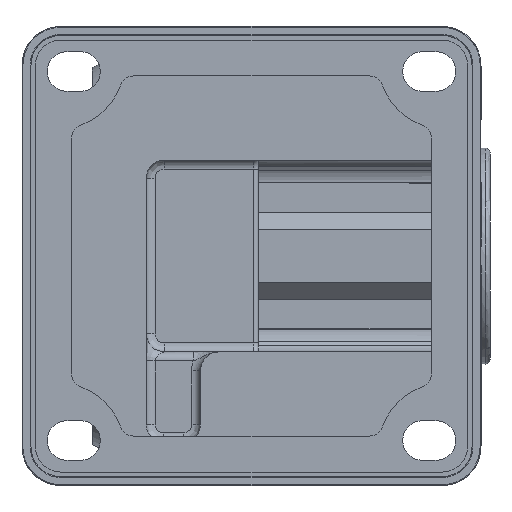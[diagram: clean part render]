
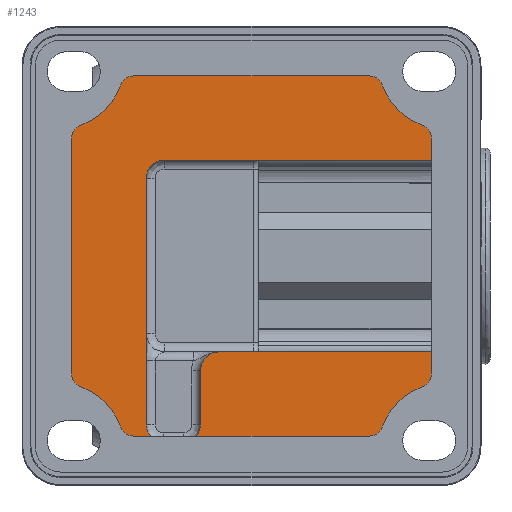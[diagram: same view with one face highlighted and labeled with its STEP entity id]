
A CAD part, front view. The second image highlights one B-rep face of the part: STEP entity #1243.
In plain terms, the highlighted planar face has unit normal (0, -1, 0).
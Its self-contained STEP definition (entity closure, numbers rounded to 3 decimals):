
#634=CIRCLE('',#8931,2.1);
#635=CIRCLE('',#8934,1.9);
#636=CIRCLE('',#8937,1.9);
#637=CIRCLE('',#8940,2.);
#679=CIRCLE('',#9026,1.);
#680=CIRCLE('',#9028,1.);
#712=CIRCLE('',#9081,4.2);
#713=CIRCLE('',#9082,4.2);
#714=CIRCLE('',#9083,4.2);
#715=CIRCLE('',#9084,4.2);
#1243=ADVANCED_FACE('NONE',(#1887),#1535,.T.);
#1535=PLANE('',#9085);
#1887=FACE_OUTER_BOUND('',#2393,.T.);
#2393=EDGE_LOOP('',(#5376,#5377,#5378,#5379,#5380,#5381,#5382,#5383,#5384,
#5385,#5386,#5387,#5388,#5389,#5390,#5391,#5392,#5393,#5394,#5395,#5396,
#5397,#5398,#5399,#5400,#5401,#5402,#5403));
#2868=LINE('',#14788,#3442);
#2872=LINE('',#14798,#3446);
#2875=LINE('',#14806,#3449);
#2878=LINE('',#14814,#3452);
#2881=LINE('',#14822,#3455);
#2968=LINE('',#15619,#3542);
#2969=LINE('',#15621,#3543);
#2970=LINE('',#15625,#3544);
#2971=LINE('',#15627,#3545);
#2972=LINE('',#15629,#3546);
#2973=LINE('',#15633,#3547);
#2974=LINE('',#15635,#3548);
#2975=LINE('',#15637,#3549);
#2976=LINE('',#15641,#3550);
#2977=LINE('',#15643,#3551);
#2978=LINE('',#15645,#3552);
#2979=LINE('',#15649,#3553);
#2980=LINE('',#15651,#3554);
#3442=VECTOR('',#10533,1.);
#3446=VECTOR('',#10543,1.);
#3449=VECTOR('',#10552,1.);
#3452=VECTOR('',#10561,1.);
#3455=VECTOR('',#10570,1.);
#3542=VECTOR('',#10935,1.);
#3543=VECTOR('',#10936,1.);
#3544=VECTOR('',#10939,1.);
#3545=VECTOR('',#10940,1.);
#3546=VECTOR('',#10941,1.);
#3547=VECTOR('',#10944,1.);
#3548=VECTOR('',#10945,1.);
#3549=VECTOR('',#10946,1.);
#3550=VECTOR('',#10949,1.);
#3551=VECTOR('',#10950,1.);
#3552=VECTOR('',#10951,1.);
#3553=VECTOR('',#10954,1.);
#3554=VECTOR('',#10955,1.);
#5376=ORIENTED_EDGE('',*,*,#7927,.F.);
#5377=ORIENTED_EDGE('',*,*,#7928,.F.);
#5378=ORIENTED_EDGE('',*,*,#7929,.F.);
#5379=ORIENTED_EDGE('',*,*,#7930,.F.);
#5380=ORIENTED_EDGE('',*,*,#7931,.F.);
#5381=ORIENTED_EDGE('',*,*,#7932,.F.);
#5382=ORIENTED_EDGE('',*,*,#7933,.F.);
#5383=ORIENTED_EDGE('',*,*,#7934,.F.);
#5384=ORIENTED_EDGE('',*,*,#7935,.F.);
#5385=ORIENTED_EDGE('',*,*,#7936,.F.);
#5386=ORIENTED_EDGE('',*,*,#7937,.F.);
#5387=ORIENTED_EDGE('',*,*,#7938,.F.);
#5388=ORIENTED_EDGE('',*,*,#7939,.F.);
#5389=ORIENTED_EDGE('',*,*,#7940,.F.);
#5390=ORIENTED_EDGE('',*,*,#7941,.F.);
#5391=ORIENTED_EDGE('',*,*,#7942,.F.);
#5392=ORIENTED_EDGE('',*,*,#7943,.F.);
#5393=ORIENTED_EDGE('',*,*,#7842,.T.);
#5394=ORIENTED_EDGE('',*,*,#7705,.T.);
#5395=ORIENTED_EDGE('',*,*,#7708,.T.);
#5396=ORIENTED_EDGE('',*,*,#7710,.T.);
#5397=ORIENTED_EDGE('',*,*,#7711,.T.);
#5398=ORIENTED_EDGE('',*,*,#7714,.T.);
#5399=ORIENTED_EDGE('',*,*,#7715,.T.);
#5400=ORIENTED_EDGE('',*,*,#7718,.F.);
#5401=ORIENTED_EDGE('',*,*,#7719,.T.);
#5402=ORIENTED_EDGE('',*,*,#7722,.T.);
#5403=ORIENTED_EDGE('',*,*,#7845,.T.);
#6690=VERTEX_POINT('',#14787);
#6691=VERTEX_POINT('',#14789);
#6692=VERTEX_POINT('',#14793);
#6693=VERTEX_POINT('',#14797);
#6694=VERTEX_POINT('',#14801);
#6695=VERTEX_POINT('',#14805);
#6696=VERTEX_POINT('',#14809);
#6697=VERTEX_POINT('',#14813);
#6698=VERTEX_POINT('',#14817);
#6699=VERTEX_POINT('',#14821);
#6781=VERTEX_POINT('',#15289);
#6782=VERTEX_POINT('',#15293);
#6845=VERTEX_POINT('',#15620);
#6846=VERTEX_POINT('',#15622);
#6847=VERTEX_POINT('',#15624);
#6848=VERTEX_POINT('',#15626);
#6849=VERTEX_POINT('',#15628);
#6850=VERTEX_POINT('',#15630);
#6851=VERTEX_POINT('',#15632);
#6852=VERTEX_POINT('',#15634);
#6853=VERTEX_POINT('',#15636);
#6854=VERTEX_POINT('',#15638);
#6855=VERTEX_POINT('',#15640);
#6856=VERTEX_POINT('',#15642);
#6857=VERTEX_POINT('',#15644);
#6858=VERTEX_POINT('',#15646);
#6859=VERTEX_POINT('',#15648);
#6860=VERTEX_POINT('',#15650);
#7705=EDGE_CURVE('NONE',#6691,#6690,#2868,.T.);
#7708=EDGE_CURVE('NONE',#6690,#6692,#634,.T.);
#7710=EDGE_CURVE('NONE',#6692,#6693,#2872,.T.);
#7711=EDGE_CURVE('NONE',#6693,#6694,#635,.T.);
#7714=EDGE_CURVE('NONE',#6694,#6695,#2875,.T.);
#7715=EDGE_CURVE('NONE',#6695,#6696,#636,.T.);
#7718=EDGE_CURVE('NONE',#6697,#6696,#2878,.T.);
#7719=EDGE_CURVE('NONE',#6697,#6698,#637,.T.);
#7722=EDGE_CURVE('NONE',#6698,#6699,#2881,.T.);
#7842=EDGE_CURVE('NONE',#6781,#6691,#679,.T.);
#7845=EDGE_CURVE('NONE',#6699,#6782,#680,.T.);
#7927=EDGE_CURVE('NONE',#6845,#6782,#2968,.T.);
#7928=EDGE_CURVE('NONE',#6846,#6845,#2969,.T.);
#7929=EDGE_CURVE('NONE',#6847,#6846,#712,.T.);
#7930=EDGE_CURVE('NONE',#6848,#6847,#2970,.T.);
#7931=EDGE_CURVE('NONE',#6849,#6848,#2971,.T.);
#7932=EDGE_CURVE('NONE',#6850,#6849,#2972,.T.);
#7933=EDGE_CURVE('NONE',#6851,#6850,#713,.T.);
#7934=EDGE_CURVE('NONE',#6852,#6851,#2973,.T.);
#7935=EDGE_CURVE('NONE',#6853,#6852,#2974,.T.);
#7936=EDGE_CURVE('NONE',#6854,#6853,#2975,.T.);
#7937=EDGE_CURVE('NONE',#6855,#6854,#714,.T.);
#7938=EDGE_CURVE('NONE',#6856,#6855,#2976,.T.);
#7939=EDGE_CURVE('NONE',#6857,#6856,#2977,.T.);
#7940=EDGE_CURVE('NONE',#6858,#6857,#2978,.T.);
#7941=EDGE_CURVE('NONE',#6859,#6858,#715,.T.);
#7942=EDGE_CURVE('NONE',#6860,#6859,#2979,.T.);
#7943=EDGE_CURVE('NONE',#6781,#6860,#2980,.T.);
#8931=AXIS2_PLACEMENT_3D('',#14794,#10538,#10539);
#8934=AXIS2_PLACEMENT_3D('',#14800,#10546,#10547);
#8937=AXIS2_PLACEMENT_3D('',#14808,#10555,#10556);
#8940=AXIS2_PLACEMENT_3D('',#14816,#10564,#10565);
#9026=AXIS2_PLACEMENT_3D('',#15288,#10790,#10791);
#9028=AXIS2_PLACEMENT_3D('',#15295,#10796,#10797);
#9081=AXIS2_PLACEMENT_3D('',#15623,#10937,#10938);
#9082=AXIS2_PLACEMENT_3D('',#15631,#10942,#10943);
#9083=AXIS2_PLACEMENT_3D('',#15639,#10947,#10948);
#9084=AXIS2_PLACEMENT_3D('',#15647,#10952,#10953);
#9085=AXIS2_PLACEMENT_3D('',#15652,#10956,#10957);
#10533=DIRECTION('',(-1.,0.,0.));
#10538=DIRECTION('',(0.,-1.,0.));
#10539=DIRECTION('',(0.,0.,-1.));
#10543=DIRECTION('',(0.,0.,-1.));
#10546=DIRECTION('',(0.,1.,0.));
#10547=DIRECTION('',(0.,0.,-1.));
#10552=DIRECTION('',(-1.,0.,0.));
#10555=DIRECTION('',(0.,1.,0.));
#10556=DIRECTION('',(0.,0.,-1.));
#10561=DIRECTION('',(0.,0.,-1.));
#10564=DIRECTION('',(0.,1.,0.));
#10565=DIRECTION('',(0.,0.,-1.));
#10570=DIRECTION('',(1.,0.,0.));
#10790=DIRECTION('',(0.,1.,0.));
#10791=DIRECTION('',(0.,0.,-1.));
#10796=DIRECTION('',(0.,1.,0.));
#10797=DIRECTION('',(0.,0.,-1.));
#10935=DIRECTION('',(0.,0.,-1.));
#10936=DIRECTION('',(1.,0.,0.));
#10937=DIRECTION('',(0.,-1.,0.));
#10938=DIRECTION('',(0.,0.,1.));
#10939=DIRECTION('',(0.,0.,-1.));
#10940=DIRECTION('',(1.,0.,0.));
#10941=DIRECTION('',(0.,0.,1.));
#10942=DIRECTION('',(0.,-1.,0.));
#10943=DIRECTION('',(0.,0.,1.));
#10944=DIRECTION('',(1.,0.,0.));
#10945=DIRECTION('',(0.,0.,1.));
#10946=DIRECTION('',(-1.,0.,0.));
#10947=DIRECTION('',(0.,-1.,0.));
#10948=DIRECTION('',(0.,0.,1.));
#10949=DIRECTION('',(0.,0.,1.));
#10950=DIRECTION('',(-1.,0.,0.));
#10951=DIRECTION('',(0.,0.,-1.));
#10952=DIRECTION('',(0.,-1.,0.));
#10953=DIRECTION('',(0.,0.,1.));
#10954=DIRECTION('',(-1.,0.,0.));
#10955=DIRECTION('',(0.,0.,-1.));
#10956=DIRECTION('',(0.,-1.,0.));
#10957=DIRECTION('',(0.,0.,-1.));
#14787=CARTESIAN_POINT('',(-3.57,2.3,-10.65));
#14788=CARTESIAN_POINT('',(-13.7,2.3,-10.65));
#14789=CARTESIAN_POINT('',(20.7,2.3,-10.65));
#14793=CARTESIAN_POINT('',(-5.67,2.3,-12.75));
#14794=CARTESIAN_POINT('',(-3.57,2.3,-12.75));
#14797=CARTESIAN_POINT('',(-5.67,2.3,-18.75));
#14798=CARTESIAN_POINT('',(-5.67,2.3,0.));
#14800=CARTESIAN_POINT('',(-7.57,2.3,-18.75));
#14801=CARTESIAN_POINT('',(-7.57,2.3,-20.65));
#14805=CARTESIAN_POINT('',(-9.8,2.3,-20.65));
#14806=CARTESIAN_POINT('',(0.,2.3,-20.65));
#14808=CARTESIAN_POINT('',(-9.8,2.3,-18.75));
#14809=CARTESIAN_POINT('',(-11.7,2.3,-18.75));
#14813=CARTESIAN_POINT('',(-11.7,2.3,8.65));
#14814=CARTESIAN_POINT('',(-11.7,2.3,0.));
#14816=CARTESIAN_POINT('',(-9.7,2.3,8.65));
#14817=CARTESIAN_POINT('',(-9.7,2.3,10.65));
#14821=CARTESIAN_POINT('',(20.7,2.3,10.65));
#14822=CARTESIAN_POINT('',(-13.7,2.3,10.65));
#15288=CARTESIAN_POINT('',(20.7,2.3,-9.65));
#15289=CARTESIAN_POINT('',(21.7,2.3,-9.65));
#15293=CARTESIAN_POINT('',(21.7,2.3,9.65));
#15295=CARTESIAN_POINT('',(20.7,2.3,9.65));
#15619=CARTESIAN_POINT('',(21.7,2.3,0.));
#15620=CARTESIAN_POINT('',(21.7,2.3,16.3));
#15621=CARTESIAN_POINT('',(20.5,2.3,16.3));
#15622=CARTESIAN_POINT('',(19.,2.3,16.3));
#15623=CARTESIAN_POINT('',(19.,2.3,20.5));
#15624=CARTESIAN_POINT('',(14.8,2.3,20.5));
#15625=CARTESIAN_POINT('',(14.8,2.3,20.855));
#15626=CARTESIAN_POINT('',(14.8,2.3,21.21));
#15627=CARTESIAN_POINT('',(0.,2.3,21.21));
#15628=CARTESIAN_POINT('',(-14.8,2.3,21.21));
#15629=CARTESIAN_POINT('',(-14.8,2.3,20.855));
#15630=CARTESIAN_POINT('',(-14.8,2.3,20.5));
#15631=CARTESIAN_POINT('',(-19.,2.3,20.5));
#15632=CARTESIAN_POINT('',(-19.,2.3,16.3));
#15633=CARTESIAN_POINT('',(-20.1,2.3,16.3));
#15634=CARTESIAN_POINT('',(-21.2,2.3,16.3));
#15635=CARTESIAN_POINT('',(-21.2,2.3,0.));
#15636=CARTESIAN_POINT('',(-21.2,2.3,-16.3));
#15637=CARTESIAN_POINT('',(-20.1,2.3,-16.3));
#15638=CARTESIAN_POINT('',(-19.,2.3,-16.3));
#15639=CARTESIAN_POINT('',(-19.,2.3,-20.5));
#15640=CARTESIAN_POINT('',(-14.8,2.3,-20.5));
#15641=CARTESIAN_POINT('',(-14.8,2.3,-20.843));
#15642=CARTESIAN_POINT('',(-14.8,2.3,-21.186));
#15643=CARTESIAN_POINT('',(0.,2.3,-21.186));
#15644=CARTESIAN_POINT('',(14.8,2.3,-21.186));
#15645=CARTESIAN_POINT('',(14.8,2.3,-20.843));
#15646=CARTESIAN_POINT('',(14.8,2.3,-20.5));
#15647=CARTESIAN_POINT('',(19.,2.3,-20.5));
#15648=CARTESIAN_POINT('',(19.,2.3,-16.3));
#15649=CARTESIAN_POINT('',(20.5,2.3,-16.3));
#15650=CARTESIAN_POINT('',(21.7,2.3,-16.3));
#15651=CARTESIAN_POINT('',(21.7,2.3,0.));
#15652=CARTESIAN_POINT('',(0.,2.3,0.));
